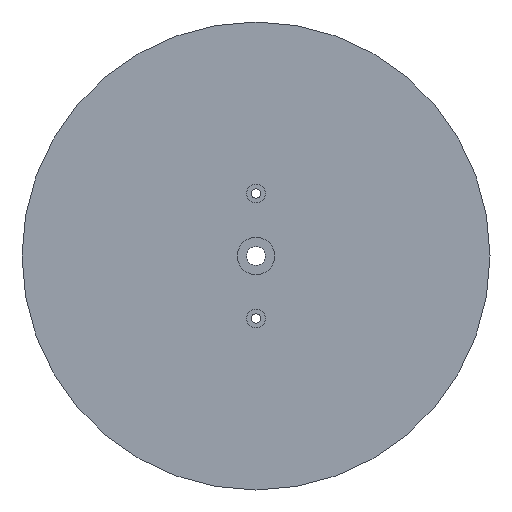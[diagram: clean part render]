
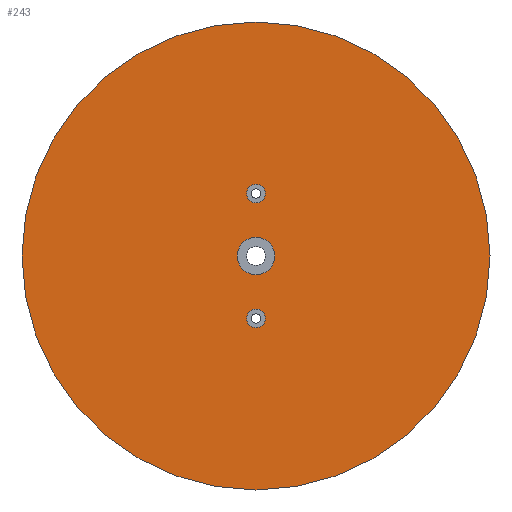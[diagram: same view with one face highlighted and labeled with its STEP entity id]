
A CAD part, left-side view. The second image highlights one B-rep face of the part: STEP entity #243.
In plain terms, the highlighted planar face has unit normal (-1, 0, 0).
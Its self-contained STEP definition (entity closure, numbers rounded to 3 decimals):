
#3 = VERTEX_POINT ( 'NONE', #185 ) ;
#7 = CARTESIAN_POINT ( 'NONE',  ( 0., 0., 6. ) ) ;
#12 = FACE_BOUND ( 'NONE', #138, .T. ) ;
#13 = DIRECTION ( 'NONE',  ( 1., 0., 0. ) ) ;
#17 = AXIS2_PLACEMENT_3D ( 'NONE', #278, #490, #623 ) ;
#20 = AXIS2_PLACEMENT_3D ( 'NONE', #55, #147, #505 ) ;
#21 = CARTESIAN_POINT ( 'NONE',  ( 0., 0., 0. ) ) ;
#28 = DIRECTION ( 'NONE',  ( -1., 0., 0. ) ) ;
#43 = EDGE_CURVE ( 'NONE', #189, #3, #164, .T. ) ;
#47 = AXIS2_PLACEMENT_3D ( 'NONE', #531, #211, #325 ) ;
#55 = CARTESIAN_POINT ( 'NONE',  ( 0., 0., 0. ) ) ;
#81 = ORIENTED_EDGE ( 'NONE', *, *, #493, .F. ) ;
#87 = VERTEX_POINT ( 'NONE', #563 ) ;
#96 = EDGE_LOOP ( 'NONE', ( #499, #170 ) ) ;
#104 = FACE_OUTER_BOUND ( 'NONE', #212, .T. ) ;
#112 = CIRCLE ( 'NONE', #163, 3. ) ;
#115 = DIRECTION ( 'NONE',  ( 0., 0., 1. ) ) ;
#116 = CIRCLE ( 'NONE', #17, 3. ) ;
#127 = AXIS2_PLACEMENT_3D ( 'NONE', #218, #214, #382 ) ;
#138 = EDGE_LOOP ( 'NONE', ( #81, #621 ) ) ;
#147 = DIRECTION ( 'NONE',  ( 1., 0., 0. ) ) ;
#153 = CARTESIAN_POINT ( 'NONE',  ( 0., 0., 0. ) ) ;
#156 = VERTEX_POINT ( 'NONE', #7 ) ;
#163 = AXIS2_PLACEMENT_3D ( 'NONE', #522, #327, #115 ) ;
#164 = CIRCLE ( 'NONE', #247, 3. ) ;
#170 = ORIENTED_EDGE ( 'NONE', *, *, #602, .F. ) ;
#179 = EDGE_CURVE ( 'NONE', #567, #568, #610, .T. ) ;
#185 = CARTESIAN_POINT ( 'NONE',  ( 0., 0., 23. ) ) ;
#189 = VERTEX_POINT ( 'NONE', #411 ) ;
#200 = DIRECTION ( 'NONE',  ( 0., 0., -1. ) ) ;
#201 = EDGE_CURVE ( 'NONE', #568, #567, #620, .T. ) ;
#211 = DIRECTION ( 'NONE',  ( -1., 0., 0. ) ) ;
#212 = EDGE_LOOP ( 'NONE', ( #219, #498 ) ) ;
#214 = DIRECTION ( 'NONE',  ( -1., 0., 0. ) ) ;
#217 = CARTESIAN_POINT ( 'NONE',  ( 0., 0., 75. ) ) ;
#218 = CARTESIAN_POINT ( 'NONE',  ( 0., 0., -20. ) ) ;
#219 = ORIENTED_EDGE ( 'NONE', *, *, #179, .F. ) ;
#230 = FACE_BOUND ( 'NONE', #441, .T. ) ;
#240 = CIRCLE ( 'NONE', #426, 6. ) ;
#243 = ADVANCED_FACE ( 'NONE', ( #303, #12, #230, #104 ), #570, .F. ) ;
#247 = AXIS2_PLACEMENT_3D ( 'NONE', #360, #555, #565 ) ;
#270 = DIRECTION ( 'NONE',  ( 0., 0., 1. ) ) ;
#278 = CARTESIAN_POINT ( 'NONE',  ( 0., 0., -20. ) ) ;
#298 = CARTESIAN_POINT ( 'NONE',  ( 0., 0., -17. ) ) ;
#303 = FACE_BOUND ( 'NONE', #96, .T. ) ;
#304 = DIRECTION ( 'NONE',  ( 0., 0., -1. ) ) ;
#325 = DIRECTION ( 'NONE',  ( 0., 0., 1. ) ) ;
#327 = DIRECTION ( 'NONE',  ( -1., 0., 0. ) ) ;
#352 = VERTEX_POINT ( 'NONE', #298 ) ;
#360 = CARTESIAN_POINT ( 'NONE',  ( 0., 0., 20. ) ) ;
#371 = ORIENTED_EDGE ( 'NONE', *, *, #517, .F. ) ;
#372 = AXIS2_PLACEMENT_3D ( 'NONE', #153, #513, #200 ) ;
#382 = DIRECTION ( 'NONE',  ( 0., 0., 1. ) ) ;
#383 = CARTESIAN_POINT ( 'NONE',  ( 0., 0., -75. ) ) ;
#411 = CARTESIAN_POINT ( 'NONE',  ( 0., 0., 17. ) ) ;
#426 = AXIS2_PLACEMENT_3D ( 'NONE', #577, #28, #270 ) ;
#434 = CARTESIAN_POINT ( 'NONE',  ( 0., 0., -23. ) ) ;
#441 = EDGE_LOOP ( 'NONE', ( #495, #371 ) ) ;
#472 = VERTEX_POINT ( 'NONE', #434 ) ;
#490 = DIRECTION ( 'NONE',  ( -1., 0., 0. ) ) ;
#493 = EDGE_CURVE ( 'NONE', #3, #189, #112, .T. ) ;
#495 = ORIENTED_EDGE ( 'NONE', *, *, #526, .F. ) ;
#498 = ORIENTED_EDGE ( 'NONE', *, *, #201, .F. ) ;
#499 = ORIENTED_EDGE ( 'NONE', *, *, #634, .F. ) ;
#505 = DIRECTION ( 'NONE',  ( 0., 0., -1. ) ) ;
#513 = DIRECTION ( 'NONE',  ( 1., 0., 0. ) ) ;
#517 = EDGE_CURVE ( 'NONE', #87, #156, #240, .T. ) ;
#522 = CARTESIAN_POINT ( 'NONE',  ( 0., 0., 20. ) ) ;
#526 = EDGE_CURVE ( 'NONE', #156, #87, #597, .T. ) ;
#531 = CARTESIAN_POINT ( 'NONE',  ( 0., 0., 0. ) ) ;
#555 = DIRECTION ( 'NONE',  ( -1., 0., 0. ) ) ;
#563 = CARTESIAN_POINT ( 'NONE',  ( 0., 0., -6. ) ) ;
#565 = DIRECTION ( 'NONE',  ( 0., 0., 1. ) ) ;
#567 = VERTEX_POINT ( 'NONE', #217 ) ;
#568 = VERTEX_POINT ( 'NONE', #383 ) ;
#570 = PLANE ( 'NONE',  #585 ) ;
#575 = CIRCLE ( 'NONE', #127, 3. ) ;
#577 = CARTESIAN_POINT ( 'NONE',  ( 0., 0., 0. ) ) ;
#585 = AXIS2_PLACEMENT_3D ( 'NONE', #21, #13, #304 ) ;
#597 = CIRCLE ( 'NONE', #47, 6. ) ;
#602 = EDGE_CURVE ( 'NONE', #472, #352, #575, .T. ) ;
#610 = CIRCLE ( 'NONE', #20, 75. ) ;
#620 = CIRCLE ( 'NONE', #372, 75. ) ;
#621 = ORIENTED_EDGE ( 'NONE', *, *, #43, .F. ) ;
#623 = DIRECTION ( 'NONE',  ( 0., 0., 1. ) ) ;
#634 = EDGE_CURVE ( 'NONE', #352, #472, #116, .T. ) ;
